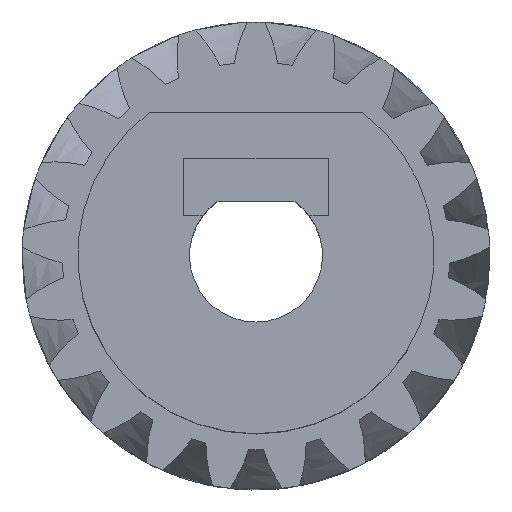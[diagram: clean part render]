
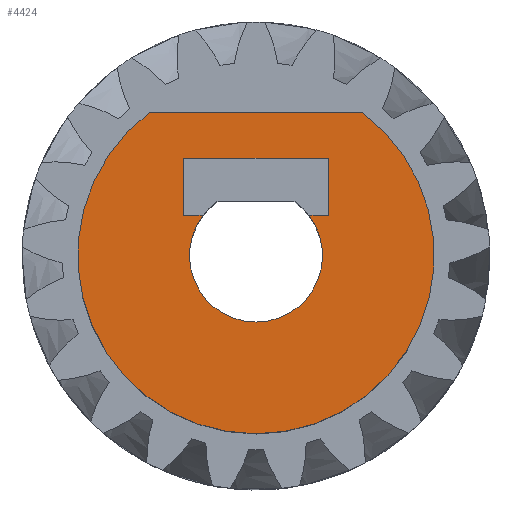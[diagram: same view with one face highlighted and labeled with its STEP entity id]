
A CAD part, top view. The second image highlights one B-rep face of the part: STEP entity #4424.
In plain terms, the highlighted planar face has unit normal (0, 0, 1).
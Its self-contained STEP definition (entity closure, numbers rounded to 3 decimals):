
#105 = CARTESIAN_POINT ( 'NONE',  ( 0., 4.1, 19.5 ) ) ;
#144 = VECTOR ( 'NONE', #834, 1000. ) ;
#173 = CARTESIAN_POINT ( 'NONE',  ( 4.487, 6.01, 19.5 ) ) ;
#184 = CARTESIAN_POINT ( 'NONE',  ( 0., 0., 19.5 ) ) ;
#330 = CARTESIAN_POINT ( 'NONE',  ( 0.008, -7.5, 19.5 ) ) ;
#358 = CARTESIAN_POINT ( 'NONE',  ( 3.05, 1.7, 19.5 ) ) ;
#372 = VERTEX_POINT ( 'NONE', #330 ) ;
#470 = CARTESIAN_POINT ( 'NONE',  ( 2.225, 1.7, 19.5 ) ) ;
#478 = DIRECTION ( 'NONE',  ( -1., 0., 0. ) ) ;
#674 = VERTEX_POINT ( 'NONE', #173 ) ;
#736 = DIRECTION ( 'NONE',  ( -0.57, 0.821, 0. ) ) ;
#834 = DIRECTION ( 'NONE',  ( 0., 1., 0. ) ) ;
#954 = CARTESIAN_POINT ( 'NONE',  ( -3.05, 4.1, 19.5 ) ) ;
#1027 = VECTOR ( 'NONE', #1700, 1000. ) ;
#1062 = VERTEX_POINT ( 'NONE', #470 ) ;
#1074 = AXIS2_PLACEMENT_3D ( 'NONE', #5328, #3706, #4772 ) ;
#1109 = VERTEX_POINT ( 'NONE', #7124 ) ;
#1219 = DIRECTION ( 'NONE',  ( 0.905, 0.426, 0. ) ) ;
#1244 = LINE ( 'NONE', #3445, #4628 ) ;
#1285 = DIRECTION ( 'NONE',  ( 0., 0., -1. ) ) ;
#1341 = EDGE_CURVE ( 'NONE', #674, #2702, #5499, .T. ) ;
#1348 = CARTESIAN_POINT ( 'NONE',  ( 0., 0., 19.5 ) ) ;
#1451 = AXIS2_PLACEMENT_3D ( 'NONE', #184, #3907, #1219 ) ;
#1700 = DIRECTION ( 'NONE',  ( 1., 0., 0. ) ) ;
#1708 = EDGE_CURVE ( 'NONE', #4566, #6958, #4632, .T. ) ;
#1809 = ORIENTED_EDGE ( 'NONE', *, *, #4018, .T. ) ;
#1870 = ORIENTED_EDGE ( 'NONE', *, *, #4700, .T. ) ;
#2024 = FACE_OUTER_BOUND ( 'NONE', #5811, .T. ) ;
#2104 = CIRCLE ( 'NONE', #3411, 2.8 ) ;
#2147 = VERTEX_POINT ( 'NONE', #358 ) ;
#2387 = VERTEX_POINT ( 'NONE', #5713 ) ;
#2421 = DIRECTION ( 'NONE',  ( -1., 0., 0. ) ) ;
#2432 = ORIENTED_EDGE ( 'NONE', *, *, #4309, .T. ) ;
#2505 = PLANE ( 'NONE',  #1074 ) ;
#2516 = ORIENTED_EDGE ( 'NONE', *, *, #3070, .T. ) ;
#2569 = EDGE_CURVE ( 'NONE', #3444, #2387, #3863, .T. ) ;
#2580 = VECTOR ( 'NONE', #3871, 1000. ) ;
#2686 = DIRECTION ( 'NONE',  ( 0., 0., -1. ) ) ;
#2689 = VECTOR ( 'NONE', #478, 1000. ) ;
#2702 = VERTEX_POINT ( 'NONE', #3670 ) ;
#2965 = CIRCLE ( 'NONE', #5805, 2.8 ) ;
#3011 = EDGE_CURVE ( 'NONE', #2147, #1062, #6477, .T. ) ;
#3070 = EDGE_CURVE ( 'NONE', #1062, #5984, #2104, .T. ) ;
#3411 = AXIS2_PLACEMENT_3D ( 'NONE', #5506, #2686, #7228 ) ;
#3444 = VERTEX_POINT ( 'NONE', #6717 ) ;
#3445 = CARTESIAN_POINT ( 'NONE',  ( 3.05, 1., 19.5 ) ) ;
#3576 = LINE ( 'NONE', #4212, #3945 ) ;
#3656 = ORIENTED_EDGE ( 'NONE', *, *, #6793, .T. ) ;
#3659 = CARTESIAN_POINT ( 'NONE',  ( 0., 1.7, 19.5 ) ) ;
#3670 = CARTESIAN_POINT ( 'NONE',  ( 4.487, 6., 19.5 ) ) ;
#3706 = DIRECTION ( 'NONE',  ( 0., 0., 1. ) ) ;
#3789 = ORIENTED_EDGE ( 'NONE', *, *, #3011, .T. ) ;
#3863 = LINE ( 'NONE', #7242, #2689 ) ;
#3871 = DIRECTION ( 'NONE',  ( 0., -1., 0. ) ) ;
#3907 = DIRECTION ( 'NONE',  ( 0., 0., 1. ) ) ;
#3945 = VECTOR ( 'NONE', #2421, 1000. ) ;
#4018 = EDGE_CURVE ( 'NONE', #5984, #3444, #2965, .T. ) ;
#4212 = CARTESIAN_POINT ( 'NONE',  ( -0.024, 6., 19.5 ) ) ;
#4260 = FACE_BOUND ( 'NONE', #5331, .T. ) ;
#4309 = EDGE_CURVE ( 'NONE', #6958, #2147, #1244, .T. ) ;
#4415 = ORIENTED_EDGE ( 'NONE', *, *, #2569, .T. ) ;
#4424 = ADVANCED_FACE ( 'NONE', ( #2024, #4260 ), #2505, .T. ) ;
#4499 = ORIENTED_EDGE ( 'NONE', *, *, #6377, .T. ) ;
#4511 = CARTESIAN_POINT ( 'NONE',  ( 3.05, 4.1, 19.5 ) ) ;
#4524 = CARTESIAN_POINT ( 'NONE',  ( 0., -2.8, 19.5 ) ) ;
#4534 = AXIS2_PLACEMENT_3D ( 'NONE', #1348, #7038, #6999 ) ;
#4554 = DIRECTION ( 'NONE',  ( 0., -1., 0. ) ) ;
#4566 = VERTEX_POINT ( 'NONE', #954 ) ;
#4628 = VECTOR ( 'NONE', #4554, 1000. ) ;
#4632 = LINE ( 'NONE', #105, #1027 ) ;
#4685 = CARTESIAN_POINT ( 'NONE',  ( -3.05, 1., 19.5 ) ) ;
#4700 = EDGE_CURVE ( 'NONE', #2702, #1109, #3576, .T. ) ;
#4772 = DIRECTION ( 'NONE',  ( 1., 0., 0. ) ) ;
#4830 = ORIENTED_EDGE ( 'NONE', *, *, #1341, .T. ) ;
#5010 = EDGE_CURVE ( 'NONE', #372, #674, #5956, .T. ) ;
#5043 = ORIENTED_EDGE ( 'NONE', *, *, #5010, .T. ) ;
#5236 = LINE ( 'NONE', #4685, #144 ) ;
#5328 = CARTESIAN_POINT ( 'NONE',  ( 0., 0., 19.5 ) ) ;
#5331 = EDGE_LOOP ( 'NONE', ( #2516, #1809, #4415, #3656, #6582, #2432, #3789 ) ) ;
#5499 = LINE ( 'NONE', #5645, #2580 ) ;
#5506 = CARTESIAN_POINT ( 'NONE',  ( 0., 0., 19.5 ) ) ;
#5645 = CARTESIAN_POINT ( 'NONE',  ( 4.487, 3., 19.5 ) ) ;
#5713 = CARTESIAN_POINT ( 'NONE',  ( -3.05, 1.7, 19.5 ) ) ;
#5805 = AXIS2_PLACEMENT_3D ( 'NONE', #6941, #1285, #736 ) ;
#5811 = EDGE_LOOP ( 'NONE', ( #1870, #4499, #5043, #4830 ) ) ;
#5918 = DIRECTION ( 'NONE',  ( -1., 0., 0. ) ) ;
#5956 = CIRCLE ( 'NONE', #1451, 7.5 ) ;
#5984 = VERTEX_POINT ( 'NONE', #4524 ) ;
#6245 = VECTOR ( 'NONE', #5918, 1000. ) ;
#6377 = EDGE_CURVE ( 'NONE', #1109, #372, #6785, .T. ) ;
#6477 = LINE ( 'NONE', #3659, #6245 ) ;
#6582 = ORIENTED_EDGE ( 'NONE', *, *, #1708, .T. ) ;
#6717 = CARTESIAN_POINT ( 'NONE',  ( -2.225, 1.7, 19.5 ) ) ;
#6785 = CIRCLE ( 'NONE', #4534, 7.5 ) ;
#6793 = EDGE_CURVE ( 'NONE', #2387, #4566, #5236, .T. ) ;
#6941 = CARTESIAN_POINT ( 'NONE',  ( 0., 0., 19.5 ) ) ;
#6958 = VERTEX_POINT ( 'NONE', #4511 ) ;
#6999 = DIRECTION ( 'NONE',  ( 0.905, 0.426, 0. ) ) ;
#7038 = DIRECTION ( 'NONE',  ( 0., 0., 1. ) ) ;
#7124 = CARTESIAN_POINT ( 'NONE',  ( -4.5, 6., 19.5 ) ) ;
#7228 = DIRECTION ( 'NONE',  ( -0.57, 0.821, 0. ) ) ;
#7242 = CARTESIAN_POINT ( 'NONE',  ( 0., 1.7, 19.5 ) ) ;
